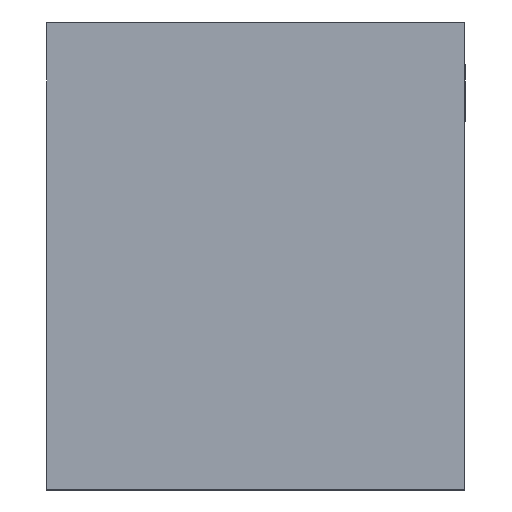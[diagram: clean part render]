
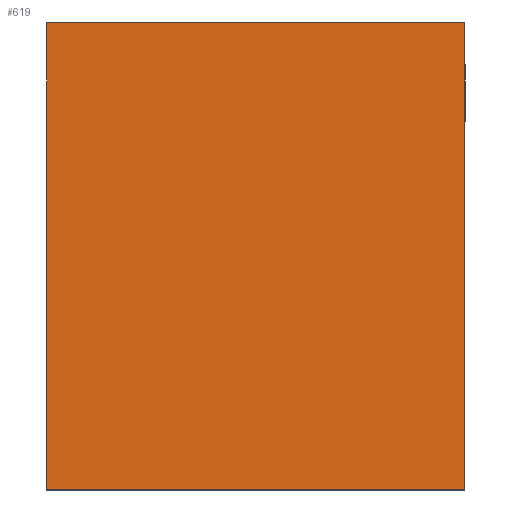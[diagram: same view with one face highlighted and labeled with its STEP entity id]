
A CAD part, top view. The second image highlights one B-rep face of the part: STEP entity #619.
In plain terms, the highlighted planar face has unit normal (0, 0, 1).
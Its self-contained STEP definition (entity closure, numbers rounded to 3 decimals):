
#338=DIRECTION('',(0.,1.,0.));
#339=VECTOR('',#338,115.);
#340=CARTESIAN_POINT('',(51.365,-57.5,1.));
#341=LINE('238',#340,#339);
#374=DIRECTION('',(1.,0.,0.));
#375=VECTOR('',#374,102.73);
#376=CARTESIAN_POINT('',(-51.365,-57.5,1.));
#377=LINE('59',#376,#375);
#378=DIRECTION('',(0.,-1.,0.));
#379=VECTOR('',#378,90.5);
#380=CARTESIAN_POINT('',(-51.365,33.,1.));
#381=LINE('66',#380,#379);
#382=DIRECTION('',(0.,-1.,0.));
#383=VECTOR('',#382,14.);
#384=CARTESIAN_POINT('',(-51.365,47.,1.));
#385=LINE('211',#384,#383);
#386=DIRECTION('',(0.,-1.,0.));
#387=VECTOR('',#386,10.5);
#388=CARTESIAN_POINT('',(-51.365,57.5,1.));
#389=LINE('62',#388,#387);
#390=DIRECTION('',(-1.,0.,0.));
#391=VECTOR('',#390,102.73);
#392=CARTESIAN_POINT('',(51.365,57.5,1.));
#393=LINE('61',#392,#391);
#408=CARTESIAN_POINT('',(-51.365,-57.5,1.));
#409=CARTESIAN_POINT('',(51.365,-57.5,1.));
#410=VERTEX_POINT('',#408);
#411=VERTEX_POINT('',#409);
#412=CARTESIAN_POINT('',(51.365,57.5,1.));
#413=CARTESIAN_POINT('',(-51.365,57.5,1.));
#414=VERTEX_POINT('',#412);
#415=VERTEX_POINT('',#413);
#416=CARTESIAN_POINT('',(-51.365,47.,1.));
#417=VERTEX_POINT('',#416);
#418=CARTESIAN_POINT('',(-51.365,33.,1.));
#419=VERTEX_POINT('',#418);
#606=CARTESIAN_POINT('',(0.,0.,1.));
#607=DIRECTION('',(0.,0.,1.));
#608=DIRECTION('',(0.,1.,0.));
#609=AXIS2_PLACEMENT_3D('',#606,#607,#608);
#610=PLANE('58',#609);
#611=ORIENTED_EDGE('238',*,*,#544,.F.);
#612=ORIENTED_EDGE('59',*,*,#470,.F.);
#613=ORIENTED_EDGE('66',*,*,#485,.F.);
#614=ORIENTED_EDGE('211',*,*,#499,.F.);
#615=ORIENTED_EDGE('62',*,*,#513,.F.);
#616=ORIENTED_EDGE('61',*,*,#527,.F.);
#617=EDGE_LOOP('58',(#611,#612,#613,#614,#615,#616));
#618=FACE_OUTER_BOUND('58',#617,.F.);
#470=EDGE_CURVE('59',#410,#411,#377,.T.);
#485=EDGE_CURVE('66',#419,#410,#381,.T.);
#499=EDGE_CURVE('211',#417,#419,#385,.T.);
#513=EDGE_CURVE('62',#415,#417,#389,.T.);
#527=EDGE_CURVE('61',#414,#415,#393,.T.);
#544=EDGE_CURVE('238',#411,#414,#341,.T.);
#619=ADVANCED_FACE('58',(#618),#610,.T.);
